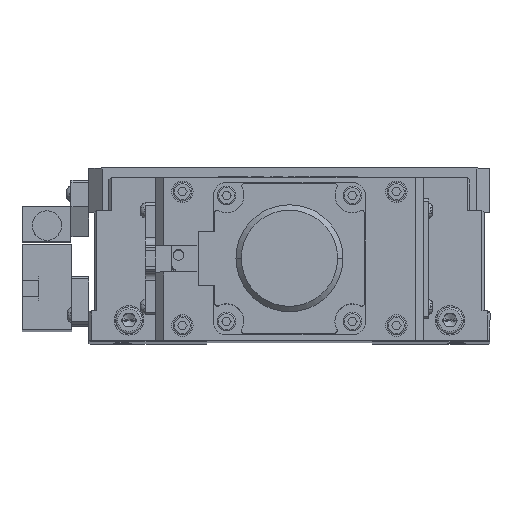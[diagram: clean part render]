
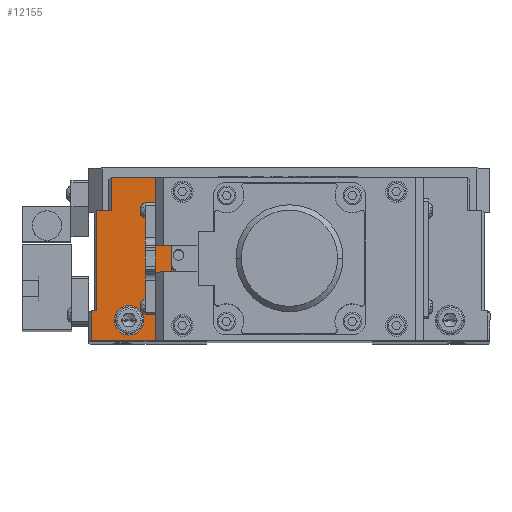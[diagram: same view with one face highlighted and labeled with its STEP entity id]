
A CAD part, top view. The second image highlights one B-rep face of the part: STEP entity #12155.
In plain terms, the highlighted planar face has unit normal (0, 0, 1).
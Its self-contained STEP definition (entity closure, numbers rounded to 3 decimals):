
#145 = ORIENTED_EDGE ( 'NONE', *, *, #7792, .T. ) ;
#562 = CARTESIAN_POINT ( 'NONE',  ( 67.5, 61.5, 253. ) ) ;
#1136 = DIRECTION ( 'NONE',  ( -1., 0., 0. ) ) ;
#1265 = CARTESIAN_POINT ( 'NONE',  ( -60., 8., 253. ) ) ;
#2563 = ORIENTED_EDGE ( 'NONE', *, *, #20264, .T. ) ;
#3041 = VERTEX_POINT ( 'NONE', #19411 ) ;
#3324 = EDGE_CURVE ( 'NONE', #38064, #17648, #47254, .T. ) ;
#3582 = VERTEX_POINT ( 'NONE', #45345 ) ;
#4409 = VECTOR ( 'NONE', #38775, 1000. ) ;
#5791 = LINE ( 'NONE', #25972, #44167 ) ;
#5895 = LINE ( 'NONE', #17579, #48942 ) ;
#6084 = CARTESIAN_POINT ( 'NONE',  ( -65.5, 8., 253. ) ) ;
#6890 = EDGE_CURVE ( 'NONE', #3041, #32255, #19971, .T. ) ;
#6943 = DIRECTION ( 'NONE',  ( 1., 0., 0. ) ) ;
#7620 = ORIENTED_EDGE ( 'NONE', *, *, #31867, .F. ) ;
#7792 = EDGE_CURVE ( 'NONE', #15968, #55543, #15597, .T. ) ;
#10948 = EDGE_CURVE ( 'NONE', #32255, #3582, #5791, .T. ) ;
#11072 = CARTESIAN_POINT ( 'NONE',  ( 0., 0.5, 253. ) ) ;
#12062 = CARTESIAN_POINT ( 'NONE',  ( -72., 49., 253. ) ) ;
#12155 = ADVANCED_FACE ( 'NONE', ( #31874, #52082 ), #28391, .F. ) ;
#12370 = EDGE_CURVE ( 'NONE', #32286, #54183, #13711, .T. ) ;
#13711 = LINE ( 'NONE', #18218, #50716 ) ;
#14184 = EDGE_CURVE ( 'NONE', #30258, #17201, #49426, .T. ) ;
#15597 = LINE ( 'NONE', #45668, #45860 ) ;
#15631 = LINE ( 'NONE', #562, #31122 ) ;
#15818 = LINE ( 'NONE', #54367, #33270 ) ;
#15968 = VERTEX_POINT ( 'NONE', #51962 ) ;
#17201 = VERTEX_POINT ( 'NONE', #37231 ) ;
#17280 = CARTESIAN_POINT ( 'NONE',  ( -72., 11.5, 253. ) ) ;
#17579 = CARTESIAN_POINT ( 'NONE',  ( -74., 0.5, 253. ) ) ;
#17648 = VERTEX_POINT ( 'NONE', #44248 ) ;
#18218 = CARTESIAN_POINT ( 'NONE',  ( -72., 0.5, 253. ) ) ;
#18431 = CIRCLE ( 'NONE', #23006, 5.5 ) ;
#19411 = CARTESIAN_POINT ( 'NONE',  ( -50., 16., 253. ) ) ;
#19971 = LINE ( 'NONE', #47816, #24693 ) ;
#20219 = CARTESIAN_POINT ( 'NONE',  ( -50., 16., 253. ) ) ;
#20264 = EDGE_CURVE ( 'NONE', #32069, #3582, #5895, .T. ) ;
#21473 = CARTESIAN_POINT ( 'NONE',  ( -50., 61.5, 253. ) ) ;
#21718 = DIRECTION ( 'NONE',  ( 1., 0., 0. ) ) ;
#21931 = EDGE_CURVE ( 'NONE', #40137, #17201, #48770, .T. ) ;
#22558 = ORIENTED_EDGE ( 'NONE', *, *, #12370, .T. ) ;
#22664 = CARTESIAN_POINT ( 'NONE',  ( -66.5, 49., 253. ) ) ;
#22991 = CARTESIAN_POINT ( 'NONE',  ( -74., 11.5, 253. ) ) ;
#23006 = AXIS2_PLACEMENT_3D ( 'NONE', #1265, #31321, #27014 ) ;
#23483 = DIRECTION ( 'NONE',  ( 0., -1., 0. ) ) ;
#23952 = EDGE_CURVE ( 'NONE', #3041, #40248, #51291, .T. ) ;
#24693 = VECTOR ( 'NONE', #52352, 1000. ) ;
#25600 = ORIENTED_EDGE ( 'NONE', *, *, #21931, .F. ) ;
#25972 = CARTESIAN_POINT ( 'NONE',  ( 75., 0.5, 253. ) ) ;
#26504 = DIRECTION ( 'NONE',  ( 1., 0., 0. ) ) ;
#27014 = DIRECTION ( 'NONE',  ( 1., 0., 0. ) ) ;
#27374 = ORIENTED_EDGE ( 'NONE', *, *, #14184, .T. ) ;
#27560 = CARTESIAN_POINT ( 'NONE',  ( -44., 46., 253. ) ) ;
#28234 = AXIS2_PLACEMENT_3D ( 'NONE', #11072, #40957, #1136 ) ;
#28343 = ORIENTED_EDGE ( 'NONE', *, *, #10948, .F. ) ;
#28391 = PLANE ( 'NONE',  #28234 ) ;
#29121 = VECTOR ( 'NONE', #21718, 1000. ) ;
#29954 = ORIENTED_EDGE ( 'NONE', *, *, #45940, .F. ) ;
#30205 = VECTOR ( 'NONE', #31865, 1000. ) ;
#30258 = VERTEX_POINT ( 'NONE', #52503 ) ;
#30483 = DIRECTION ( 'NONE',  ( -1., 0., 0. ) ) ;
#31122 = VECTOR ( 'NONE', #26504, 1000. ) ;
#31321 = DIRECTION ( 'NONE',  ( 0., 0., 1. ) ) ;
#31524 = LINE ( 'NONE', #27560, #30205 ) ;
#31865 = DIRECTION ( 'NONE',  ( 0., 1., 0. ) ) ;
#31867 = EDGE_CURVE ( 'NONE', #32069, #54183, #43257, .T. ) ;
#31874 = FACE_BOUND ( 'NONE', #32860, .T. ) ;
#32069 = VERTEX_POINT ( 'NONE', #22991 ) ;
#32255 = VERTEX_POINT ( 'NONE', #37268 ) ;
#32286 = VERTEX_POINT ( 'NONE', #12062 ) ;
#32860 = EDGE_LOOP ( 'NONE', ( #49492, #54038 ) ) ;
#33270 = VECTOR ( 'NONE', #6943, 1000. ) ;
#33582 = DIRECTION ( 'NONE',  ( 1., 0., 0. ) ) ;
#34038 = EDGE_CURVE ( 'NONE', #40248, #30258, #31524, .T. ) ;
#35610 = EDGE_LOOP ( 'NONE', ( #48075, #145, #29954, #22558, #7620, #2563, #28343, #38898, #37054, #54662, #27374, #25600 ) ) ;
#36979 = DIRECTION ( 'NONE',  ( 0., -1., 0. ) ) ;
#37054 = ORIENTED_EDGE ( 'NONE', *, *, #23952, .T. ) ;
#37231 = CARTESIAN_POINT ( 'NONE',  ( -50., 46., 253. ) ) ;
#37268 = CARTESIAN_POINT ( 'NONE',  ( -50., 0.5, 253. ) ) ;
#38064 = VERTEX_POINT ( 'NONE', #6084 ) ;
#38636 = CARTESIAN_POINT ( 'NONE',  ( -73., 11.5, 253. ) ) ;
#38775 = DIRECTION ( 'NONE',  ( -1., 0., 0. ) ) ;
#38898 = ORIENTED_EDGE ( 'NONE', *, *, #6890, .F. ) ;
#38948 = CARTESIAN_POINT ( 'NONE',  ( -44., 16., 253. ) ) ;
#40137 = VERTEX_POINT ( 'NONE', #21473 ) ;
#40248 = VERTEX_POINT ( 'NONE', #38948 ) ;
#40604 = CARTESIAN_POINT ( 'NONE',  ( -50., 61.5, 253. ) ) ;
#40957 = DIRECTION ( 'NONE',  ( 0., 0., -1. ) ) ;
#41531 = AXIS2_PLACEMENT_3D ( 'NONE', #50740, #50359, #33582 ) ;
#42020 = VECTOR ( 'NONE', #23483, 1000. ) ;
#43091 = CARTESIAN_POINT ( 'NONE',  ( -50., 46., 253. ) ) ;
#43257 = LINE ( 'NONE', #38636, #29121 ) ;
#43572 = EDGE_CURVE ( 'NONE', #17648, #38064, #18431, .T. ) ;
#43703 = DIRECTION ( 'NONE',  ( 0., -1., 0. ) ) ;
#44167 = VECTOR ( 'NONE', #30483, 1000. ) ;
#44248 = CARTESIAN_POINT ( 'NONE',  ( -54.5, 8., 253. ) ) ;
#45345 = CARTESIAN_POINT ( 'NONE',  ( -74., 0.5, 253. ) ) ;
#45668 = CARTESIAN_POINT ( 'NONE',  ( -66.5, 0.5, 253. ) ) ;
#45860 = VECTOR ( 'NONE', #50752, 1000. ) ;
#45940 = EDGE_CURVE ( 'NONE', #32286, #55543, #15818, .T. ) ;
#47254 = CIRCLE ( 'NONE', #41531, 5.5 ) ;
#47340 = EDGE_CURVE ( 'NONE', #15968, #40137, #15631, .T. ) ;
#47816 = CARTESIAN_POINT ( 'NONE',  ( -50., 61.5, 253. ) ) ;
#48075 = ORIENTED_EDGE ( 'NONE', *, *, #47340, .F. ) ;
#48770 = LINE ( 'NONE', #40604, #42020 ) ;
#48942 = VECTOR ( 'NONE', #43703, 1000. ) ;
#49426 = LINE ( 'NONE', #43091, #4409 ) ;
#49492 = ORIENTED_EDGE ( 'NONE', *, *, #43572, .F. ) ;
#50359 = DIRECTION ( 'NONE',  ( 0., 0., 1. ) ) ;
#50716 = VECTOR ( 'NONE', #36979, 1000. ) ;
#50740 = CARTESIAN_POINT ( 'NONE',  ( -60., 8., 253. ) ) ;
#50752 = DIRECTION ( 'NONE',  ( 0., -1., 0. ) ) ;
#51291 = LINE ( 'NONE', #20219, #53296 ) ;
#51962 = CARTESIAN_POINT ( 'NONE',  ( -66.5, 61.5, 253. ) ) ;
#52082 = FACE_OUTER_BOUND ( 'NONE', #35610, .T. ) ;
#52352 = DIRECTION ( 'NONE',  ( 0., -1., 0. ) ) ;
#52503 = CARTESIAN_POINT ( 'NONE',  ( -44., 46., 253. ) ) ;
#53296 = VECTOR ( 'NONE', #55004, 1000. ) ;
#54038 = ORIENTED_EDGE ( 'NONE', *, *, #3324, .F. ) ;
#54183 = VERTEX_POINT ( 'NONE', #17280 ) ;
#54367 = CARTESIAN_POINT ( 'NONE',  ( -67.5, 49., 253. ) ) ;
#54662 = ORIENTED_EDGE ( 'NONE', *, *, #34038, .T. ) ;
#55004 = DIRECTION ( 'NONE',  ( 1., 0., 0. ) ) ;
#55543 = VERTEX_POINT ( 'NONE', #22664 ) ;
